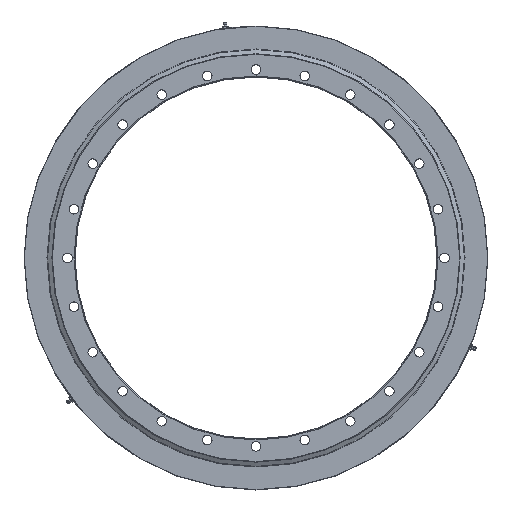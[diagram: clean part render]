
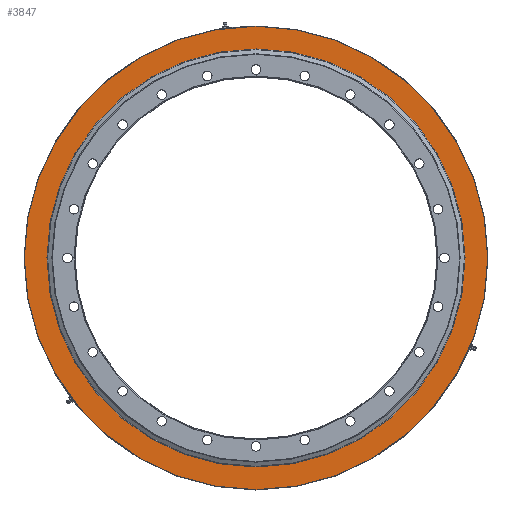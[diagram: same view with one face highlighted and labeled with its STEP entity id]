
A CAD part, top view. The second image highlights one B-rep face of the part: STEP entity #3847.
In plain terms, the highlighted face is planar.
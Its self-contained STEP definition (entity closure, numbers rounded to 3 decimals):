
#363 = CARTESIAN_POINT ( 'NONE',  ( 0., 0., -29.5 ) ) ;
#512 = CIRCLE ( 'NONE', #3554, 431.5 ) ;
#1060 = VERTEX_POINT ( 'NONE', #1405 ) ;
#1405 = CARTESIAN_POINT ( 'NONE',  ( 431.5, 0., -29.5 ) ) ;
#1413 = DIRECTION ( 'NONE',  ( 0., 0., 1. ) ) ;
#1555 = CIRCLE ( 'NONE', #4513, 382.25 ) ;
#1838 = ORIENTED_EDGE ( 'NONE', *, *, #3805, .T. ) ;
#2163 = CARTESIAN_POINT ( 'NONE',  ( -381.75, 0., -29.5 ) ) ;
#2224 = EDGE_CURVE ( 'NONE', #3408, #3408, #1555, .T. ) ;
#2930 = FACE_OUTER_BOUND ( 'NONE', #5635, .T. ) ;
#2943 = EDGE_LOOP ( 'NONE', ( #4381 ) ) ;
#3068 = FACE_BOUND ( 'NONE', #2943, .T. ) ;
#3110 = DIRECTION ( 'NONE',  ( 0., 0., -1. ) ) ;
#3130 = PLANE ( 'NONE',  #5089 ) ;
#3171 = DIRECTION ( 'NONE',  ( 1., 0., 0. ) ) ;
#3408 = VERTEX_POINT ( 'NONE', #3694 ) ;
#3554 = AXIS2_PLACEMENT_3D ( 'NONE', #363, #3110, #3171 ) ;
#3577 = DIRECTION ( 'NONE',  ( 1., 0., 0. ) ) ;
#3694 = CARTESIAN_POINT ( 'NONE',  ( 382.25, 0., -29.5 ) ) ;
#3805 = EDGE_CURVE ( 'NONE', #1060, #1060, #512, .T. ) ;
#3847 = ADVANCED_FACE ( 'NONE', ( #3068, #2930 ), #3130, .F. ) ;
#4148 = DIRECTION ( 'NONE',  ( 1., 0., 0. ) ) ;
#4381 = ORIENTED_EDGE ( 'NONE', *, *, #2224, .T. ) ;
#4513 = AXIS2_PLACEMENT_3D ( 'NONE', #5502, #1413, #4148 ) ;
#5017 = DIRECTION ( 'NONE',  ( 0., 0., 1. ) ) ;
#5089 = AXIS2_PLACEMENT_3D ( 'NONE', #2163, #5017, #3577 ) ;
#5502 = CARTESIAN_POINT ( 'NONE',  ( 0., 0., -29.5 ) ) ;
#5635 = EDGE_LOOP ( 'NONE', ( #1838 ) ) ;
